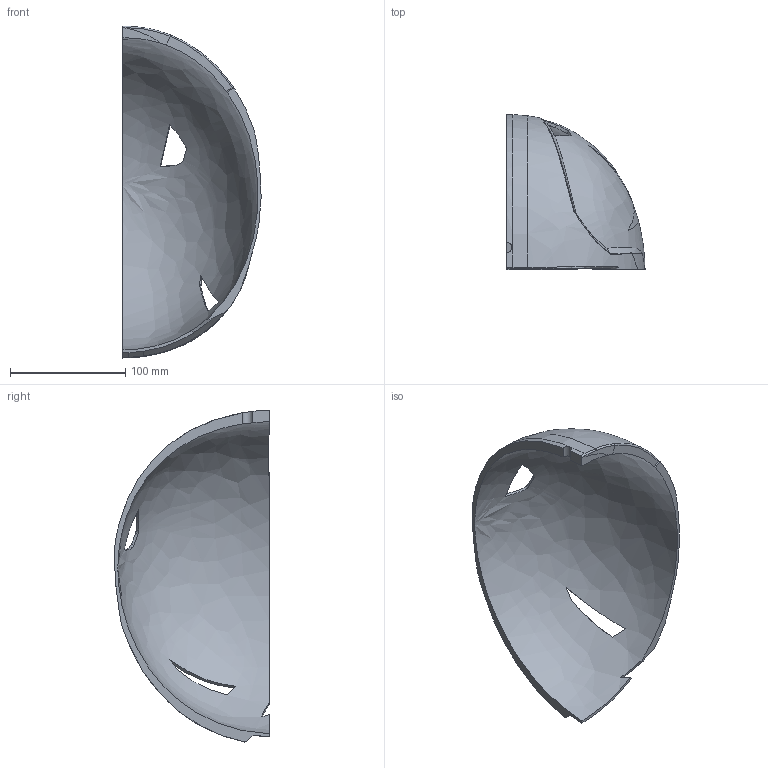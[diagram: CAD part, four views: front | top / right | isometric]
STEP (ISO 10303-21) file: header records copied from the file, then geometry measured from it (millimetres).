
FILE_DESCRIPTION (( 'STEP AP203' ), '1' );
FILE_NAME ('Helmet LH Upper.STEP', '2026-02-02T15:19:27', ( 'Brian Williams' ), ( 'Home' ), 'SwSTEP 2.0', 'SolidWorks 2003240', '' );
FILE_SCHEMA (( 'CONFIG_CONTROL_DESIGN' ));
Length unit declared in the file: inch
Products named in the file (1): Helmet LH Upper
Bounding box: 119.85 x 134.25 x 288.1 mm (x, y, z)
Volume: 687819.6 mm3; surface area: 85767.6 mm2
Topology: 1 solids, 1 shells, 76 faces, 225 edges, 143 vertices
Faces by surface type: bspline 70, plane 5, cylinder 1
Entity records: 23842 total; most frequent: CARTESIAN_POINT 22375, ORIENTED_EDGE 438, EDGE_CURVE 219, B_SPLINE_CURVE_WITH_KNOTS 187, VERTEX_POINT 143, EDGE_LOOP 78, FACE_OUTER_BOUND 76, ADVANCED_FACE 76
